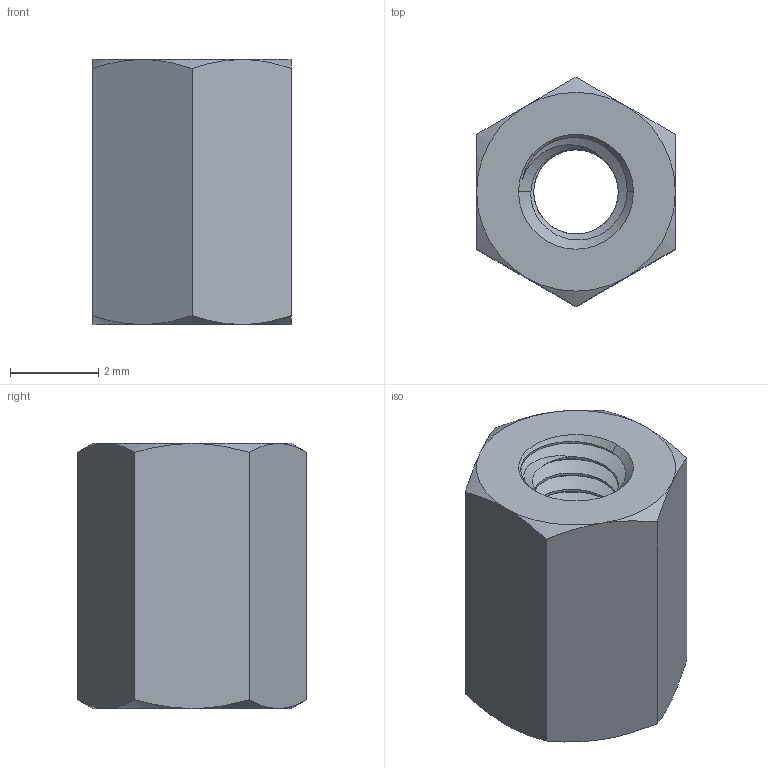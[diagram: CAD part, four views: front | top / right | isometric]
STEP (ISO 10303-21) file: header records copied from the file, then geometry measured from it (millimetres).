
FILE_DESCRIPTION (( 'STEP AP203' ), '1' );
FILE_NAME ('95947A001.step', '2015-09-03T14:13:21', ( '' ), ( '' ), 'SwSTEP 2.0', 'SolidWorks 2010', '' );
FILE_SCHEMA (( 'CONFIG_CONTROL_DESIGN' ));
Length unit declared in the file: millimetre
Products named in the file (1): 95947A001
Bounding box: 4.5 x 5.2 x 6 mm (x, y, z)
Volume: 81.4 mm3; surface area: 188.6 mm2
Topology: 1 solids, 1 shells, 55 faces, 147 edges, 94 vertices
Faces by surface type: cylinder 27, cone 17, plane 8, bspline 3
Entity records: 3465 total; most frequent: CARTESIAN_POINT 2250, ORIENTED_EDGE 294, DIRECTION 179, EDGE_CURVE 147, VERTEX_POINT 94, AXIS2_PLACEMENT_3D 71, EDGE_LOOP 57, ADVANCED_FACE 55
